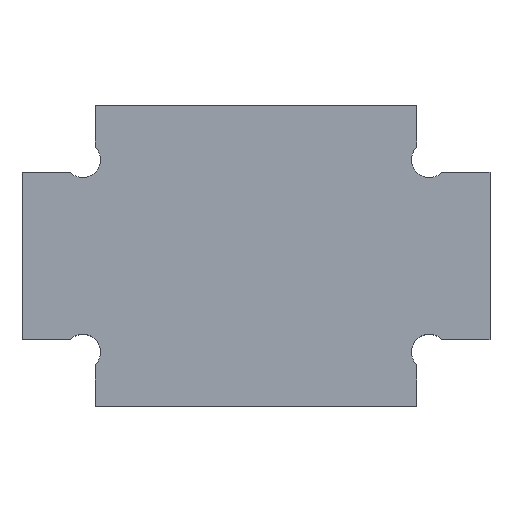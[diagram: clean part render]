
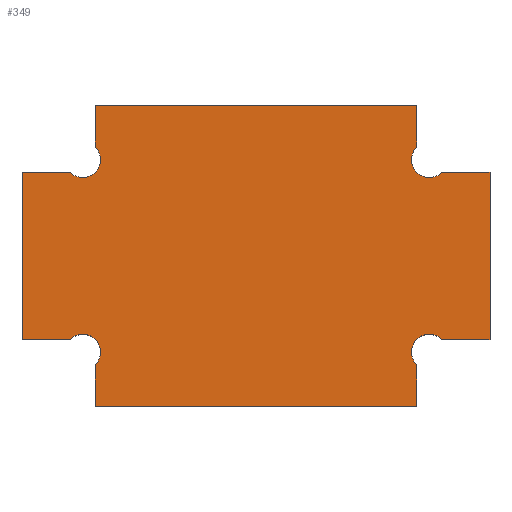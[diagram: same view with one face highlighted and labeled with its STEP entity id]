
A CAD part, top view. The second image highlights one B-rep face of the part: STEP entity #349.
In plain terms, the highlighted planar face has unit normal (0, 0, 1).
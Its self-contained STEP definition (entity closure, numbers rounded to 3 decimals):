
#15=CIRCLE('',#367,0.535);
#17=CIRCLE('',#373,0.535);
#19=CIRCLE('',#379,0.535);
#21=CIRCLE('',#385,0.535);
#43=FACE_OUTER_BOUND('',#61,.T.);
#61=EDGE_LOOP('',(#287,#288,#289,#290,#291,#292,#293,#294,#295,#296,#297,
#298,#299,#300,#301,#302));
#63=LINE('',#489,#103);
#68=LINE('',#503,#108);
#71=LINE('',#509,#111);
#74=LINE('',#515,#114);
#78=LINE('',#527,#118);
#81=LINE('',#533,#121);
#84=LINE('',#539,#124);
#88=LINE('',#551,#128);
#91=LINE('',#557,#131);
#94=LINE('',#563,#134);
#98=LINE('',#575,#138);
#101=LINE('',#580,#141);
#103=VECTOR('',#395,10.);
#108=VECTOR('',#408,10.);
#111=VECTOR('',#413,10.);
#114=VECTOR('',#418,10.);
#118=VECTOR('',#430,10.);
#121=VECTOR('',#435,10.);
#124=VECTOR('',#440,10.);
#128=VECTOR('',#452,10.);
#131=VECTOR('',#457,10.);
#134=VECTOR('',#462,10.);
#138=VECTOR('',#474,10.);
#141=VECTOR('',#479,10.);
#143=VERTEX_POINT('',#487);
#144=VERTEX_POINT('',#488);
#147=VERTEX_POINT('',#496);
#149=VERTEX_POINT('',#502);
#151=VERTEX_POINT('',#508);
#153=VERTEX_POINT('',#514);
#155=VERTEX_POINT('',#520);
#157=VERTEX_POINT('',#526);
#159=VERTEX_POINT('',#532);
#161=VERTEX_POINT('',#538);
#163=VERTEX_POINT('',#544);
#165=VERTEX_POINT('',#550);
#167=VERTEX_POINT('',#556);
#169=VERTEX_POINT('',#562);
#171=VERTEX_POINT('',#568);
#173=VERTEX_POINT('',#574);
#175=EDGE_CURVE('',#143,#144,#63,.T.);
#179=EDGE_CURVE('',#147,#143,#15,.T.);
#182=EDGE_CURVE('',#149,#147,#68,.T.);
#185=EDGE_CURVE('',#151,#149,#71,.T.);
#188=EDGE_CURVE('',#153,#151,#74,.T.);
#191=EDGE_CURVE('',#155,#153,#17,.T.);
#194=EDGE_CURVE('',#157,#155,#78,.T.);
#197=EDGE_CURVE('',#159,#157,#81,.T.);
#200=EDGE_CURVE('',#161,#159,#84,.T.);
#203=EDGE_CURVE('',#163,#161,#19,.T.);
#206=EDGE_CURVE('',#165,#163,#88,.T.);
#209=EDGE_CURVE('',#167,#165,#91,.T.);
#212=EDGE_CURVE('',#169,#167,#94,.T.);
#215=EDGE_CURVE('',#171,#169,#21,.T.);
#218=EDGE_CURVE('',#173,#171,#98,.T.);
#221=EDGE_CURVE('',#173,#144,#101,.T.);
#287=ORIENTED_EDGE('',*,*,#221,.T.);
#288=ORIENTED_EDGE('',*,*,#175,.F.);
#289=ORIENTED_EDGE('',*,*,#179,.F.);
#290=ORIENTED_EDGE('',*,*,#182,.F.);
#291=ORIENTED_EDGE('',*,*,#185,.F.);
#292=ORIENTED_EDGE('',*,*,#188,.F.);
#293=ORIENTED_EDGE('',*,*,#191,.F.);
#294=ORIENTED_EDGE('',*,*,#194,.F.);
#295=ORIENTED_EDGE('',*,*,#197,.F.);
#296=ORIENTED_EDGE('',*,*,#200,.F.);
#297=ORIENTED_EDGE('',*,*,#203,.F.);
#298=ORIENTED_EDGE('',*,*,#206,.F.);
#299=ORIENTED_EDGE('',*,*,#209,.F.);
#300=ORIENTED_EDGE('',*,*,#212,.F.);
#301=ORIENTED_EDGE('',*,*,#215,.F.);
#302=ORIENTED_EDGE('',*,*,#218,.F.);
#331=PLANE('',#389);
#349=ADVANCED_FACE('',(#43),#331,.T.);
#367=AXIS2_PLACEMENT_3D('',#497,#401,#402);
#373=AXIS2_PLACEMENT_3D('',#521,#423,#424);
#379=AXIS2_PLACEMENT_3D('',#545,#445,#446);
#385=AXIS2_PLACEMENT_3D('',#569,#467,#468);
#389=AXIS2_PLACEMENT_3D('',#582,#481,#482);
#395=DIRECTION('',(-1.,0.,0.));
#401=DIRECTION('center_axis',(0.,0.,1.));
#402=DIRECTION('ref_axis',(0.707,-0.707,0.));
#408=DIRECTION('',(0.,1.,0.));
#413=DIRECTION('',(-1.,0.,0.));
#418=DIRECTION('',(0.,-1.,0.));
#423=DIRECTION('center_axis',(0.,0.,1.));
#424=DIRECTION('ref_axis',(0.707,0.707,0.));
#430=DIRECTION('',(-1.,0.,0.));
#435=DIRECTION('',(0.,-1.,0.));
#440=DIRECTION('',(1.,0.,0.));
#445=DIRECTION('center_axis',(0.,0.,1.));
#446=DIRECTION('ref_axis',(-0.707,0.707,0.));
#452=DIRECTION('',(0.,-1.,0.));
#457=DIRECTION('',(1.,0.,0.));
#462=DIRECTION('',(0.,1.,0.));
#467=DIRECTION('center_axis',(0.,0.,1.));
#468=DIRECTION('ref_axis',(-0.707,-0.707,0.));
#474=DIRECTION('',(1.,0.,0.));
#479=DIRECTION('',(0.,-1.,0.));
#481=DIRECTION('center_axis',(0.,0.,1.));
#482=DIRECTION('ref_axis',(1.,0.,0.));
#487=CARTESIAN_POINT('',(5.966,13.214,0.));
#488=CARTESIAN_POINT('',(4.529,13.214,0.));
#489=CARTESIAN_POINT('',(5.966,13.214,0.));
#496=CARTESIAN_POINT('',(6.723,12.457,0.));
#497=CARTESIAN_POINT('Origin',(6.344,12.835,0.));
#502=CARTESIAN_POINT('',(6.723,11.214,0.));
#503=CARTESIAN_POINT('',(6.723,11.214,0.));
#508=CARTESIAN_POINT('',(16.335,11.214,0.));
#509=CARTESIAN_POINT('',(16.335,11.214,0.));
#514=CARTESIAN_POINT('',(16.335,12.457,0.));
#515=CARTESIAN_POINT('',(16.335,12.457,0.));
#520=CARTESIAN_POINT('',(17.091,13.214,0.));
#521=CARTESIAN_POINT('Origin',(16.713,12.835,0.));
#526=CARTESIAN_POINT('',(18.529,13.214,0.));
#527=CARTESIAN_POINT('',(18.529,13.214,0.));
#532=CARTESIAN_POINT('',(18.529,18.214,0.));
#533=CARTESIAN_POINT('',(18.529,18.214,0.));
#538=CARTESIAN_POINT('',(17.091,18.214,0.));
#539=CARTESIAN_POINT('',(17.091,18.214,0.));
#544=CARTESIAN_POINT('',(16.335,18.97,0.));
#545=CARTESIAN_POINT('Origin',(16.713,18.592,0.));
#550=CARTESIAN_POINT('',(16.335,20.214,0.));
#551=CARTESIAN_POINT('',(16.335,20.214,0.));
#556=CARTESIAN_POINT('',(6.723,20.214,0.));
#557=CARTESIAN_POINT('',(6.723,20.214,0.));
#562=CARTESIAN_POINT('',(6.723,18.97,0.));
#563=CARTESIAN_POINT('',(6.723,18.97,0.));
#568=CARTESIAN_POINT('',(5.966,18.214,0.));
#569=CARTESIAN_POINT('Origin',(6.344,18.592,0.));
#574=CARTESIAN_POINT('',(4.529,18.214,0.));
#575=CARTESIAN_POINT('',(4.529,18.214,0.));
#580=CARTESIAN_POINT('',(4.529,18.214,0.));
#582=CARTESIAN_POINT('Origin',(11.529,15.714,0.));
